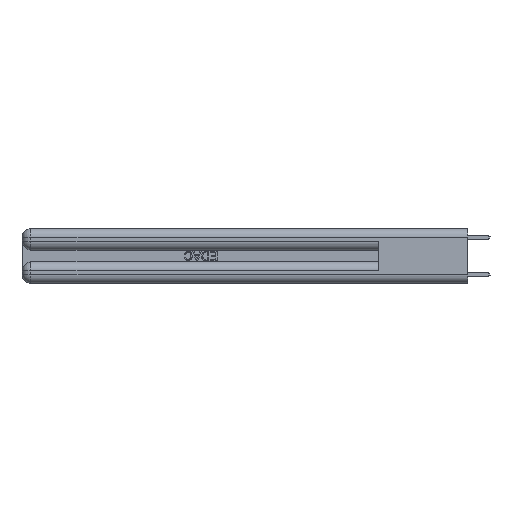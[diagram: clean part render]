
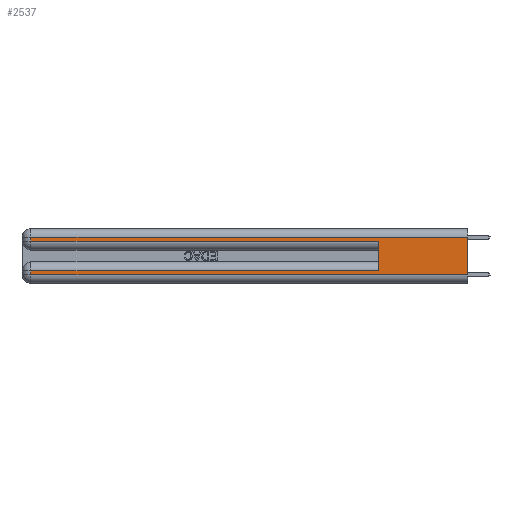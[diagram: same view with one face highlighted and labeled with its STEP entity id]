
A CAD part, left-side view. The second image highlights one B-rep face of the part: STEP entity #2537.
In plain terms, the highlighted planar face has unit normal (-1, 0, 0).
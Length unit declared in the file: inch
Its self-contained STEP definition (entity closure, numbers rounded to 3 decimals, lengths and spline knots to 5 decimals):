
#286 = EDGE_LOOP ( 'NONE', ( #11349, #17981, #19327, #27960, #23457, #12356, #21754, #19792 ) ) ;
#351 = EDGE_CURVE ( 'NONE', #14750, #11636, #4334, .T. ) ;
#856 = EDGE_CURVE ( 'NONE', #14554, #20174, #3466, .T. ) ;
#902 = LINE ( 'NONE', #26827, #29293 ) ;
#2537 = ADVANCED_FACE ( 'NONE', ( #23384 ), #30319, .F. ) ;
#2931 = CARTESIAN_POINT ( 'NONE',  ( 0., 2.94, 0.31 ) ) ;
#3097 = VECTOR ( 'NONE', #7707, 39.37008 ) ;
#3157 = DIRECTION ( 'NONE',  ( 0., 0., 1. ) ) ;
#3366 = DIRECTION ( 'NONE',  ( 0., -1., 0. ) ) ;
#3466 = LINE ( 'NONE', #21819, #18624 ) ;
#3506 = CARTESIAN_POINT ( 'NONE',  ( 0., 0.6, 0.285 ) ) ;
#4334 = LINE ( 'NONE', #23596, #26495 ) ;
#4516 = DIRECTION ( 'NONE',  ( 0., 0., -1. ) ) ;
#6002 = EDGE_CURVE ( 'NONE', #14554, #14750, #30377, .T. ) ;
#6022 = VECTOR ( 'NONE', #11409, 39.37008 ) ;
#6376 = CARTESIAN_POINT ( 'NONE',  ( 0., 0., 0.31 ) ) ;
#6704 = VECTOR ( 'NONE', #3366, 39.37008 ) ;
#6890 = CARTESIAN_POINT ( 'NONE',  ( 0., 0., 0.37 ) ) ;
#7391 = AXIS2_PLACEMENT_3D ( 'NONE', #6890, #23072, #25866 ) ;
#7707 = DIRECTION ( 'NONE',  ( 0., 0., -1. ) ) ;
#8654 = CARTESIAN_POINT ( 'NONE',  ( 0., 2.94, 0.06 ) ) ;
#11295 = EDGE_CURVE ( 'NONE', #18434, #15022, #20999, .T. ) ;
#11349 = ORIENTED_EDGE ( 'NONE', *, *, #27105, .F. ) ;
#11409 = DIRECTION ( 'NONE',  ( 0., 1., 0. ) ) ;
#11636 = VERTEX_POINT ( 'NONE', #8654 ) ;
#11938 = CARTESIAN_POINT ( 'NONE',  ( 0., 0., 0.06 ) ) ;
#12356 = ORIENTED_EDGE ( 'NONE', *, *, #6002, .T. ) ;
#12612 = CARTESIAN_POINT ( 'NONE',  ( 0., 0., 0.285 ) ) ;
#13107 = CARTESIAN_POINT ( 'NONE',  ( 0., 2.94, 0.285 ) ) ;
#13335 = CARTESIAN_POINT ( 'NONE',  ( 0., 0., 0.06 ) ) ;
#14260 = EDGE_CURVE ( 'NONE', #27596, #18434, #902, .T. ) ;
#14554 = VERTEX_POINT ( 'NONE', #19669 ) ;
#14750 = VERTEX_POINT ( 'NONE', #14811 ) ;
#14811 = CARTESIAN_POINT ( 'NONE',  ( 0., 2.94, 0.085 ) ) ;
#15022 = VERTEX_POINT ( 'NONE', #13107 ) ;
#17981 = ORIENTED_EDGE ( 'NONE', *, *, #14260, .T. ) ;
#18434 = VERTEX_POINT ( 'NONE', #2931 ) ;
#18492 = CARTESIAN_POINT ( 'NONE',  ( 0., 0., 0.085 ) ) ;
#18624 = VECTOR ( 'NONE', #3157, 39.37008 ) ;
#18701 = DIRECTION ( 'NONE',  ( 0., -1., 0. ) ) ;
#19327 = ORIENTED_EDGE ( 'NONE', *, *, #11295, .T. ) ;
#19389 = CARTESIAN_POINT ( 'NONE',  ( 0., 0., 0.37 ) ) ;
#19669 = CARTESIAN_POINT ( 'NONE',  ( 0., 0.6, 0.085 ) ) ;
#19792 = ORIENTED_EDGE ( 'NONE', *, *, #25997, .T. ) ;
#20174 = VERTEX_POINT ( 'NONE', #3506 ) ;
#20661 = DIRECTION ( 'NONE',  ( 0., 0., -1. ) ) ;
#20999 = LINE ( 'NONE', #28261, #22646 ) ;
#21349 = EDGE_CURVE ( 'NONE', #15022, #20174, #27088, .T. ) ;
#21495 = VERTEX_POINT ( 'NONE', #13335 ) ;
#21497 = LINE ( 'NONE', #11938, #30116 ) ;
#21754 = ORIENTED_EDGE ( 'NONE', *, *, #351, .T. ) ;
#21819 = CARTESIAN_POINT ( 'NONE',  ( 0., 0.6, 0.145 ) ) ;
#22646 = VECTOR ( 'NONE', #4516, 39.37008 ) ;
#23072 = DIRECTION ( 'NONE',  ( 1., 0., 0. ) ) ;
#23384 = FACE_OUTER_BOUND ( 'NONE', #286, .T. ) ;
#23457 = ORIENTED_EDGE ( 'NONE', *, *, #856, .F. ) ;
#23596 = CARTESIAN_POINT ( 'NONE',  ( 0., 2.94, 0.37 ) ) ;
#23885 = LINE ( 'NONE', #19389, #3097 ) ;
#25866 = DIRECTION ( 'NONE',  ( 0., 0., -1. ) ) ;
#25997 = EDGE_CURVE ( 'NONE', #11636, #21495, #21497, .T. ) ;
#26495 = VECTOR ( 'NONE', #20661, 39.37008 ) ;
#26827 = CARTESIAN_POINT ( 'NONE',  ( 0., 0., 0.31 ) ) ;
#27088 = LINE ( 'NONE', #12612, #6704 ) ;
#27105 = EDGE_CURVE ( 'NONE', #27596, #21495, #23885, .T. ) ;
#27596 = VERTEX_POINT ( 'NONE', #6376 ) ;
#27960 = ORIENTED_EDGE ( 'NONE', *, *, #21349, .T. ) ;
#28261 = CARTESIAN_POINT ( 'NONE',  ( 0., 2.94, 0.37 ) ) ;
#29119 = DIRECTION ( 'NONE',  ( 0., 1., 0. ) ) ;
#29293 = VECTOR ( 'NONE', #29119, 39.37008 ) ;
#30116 = VECTOR ( 'NONE', #18701, 39.37008 ) ;
#30319 = PLANE ( 'NONE',  #7391 ) ;
#30377 = LINE ( 'NONE', #18492, #6022 ) ;
